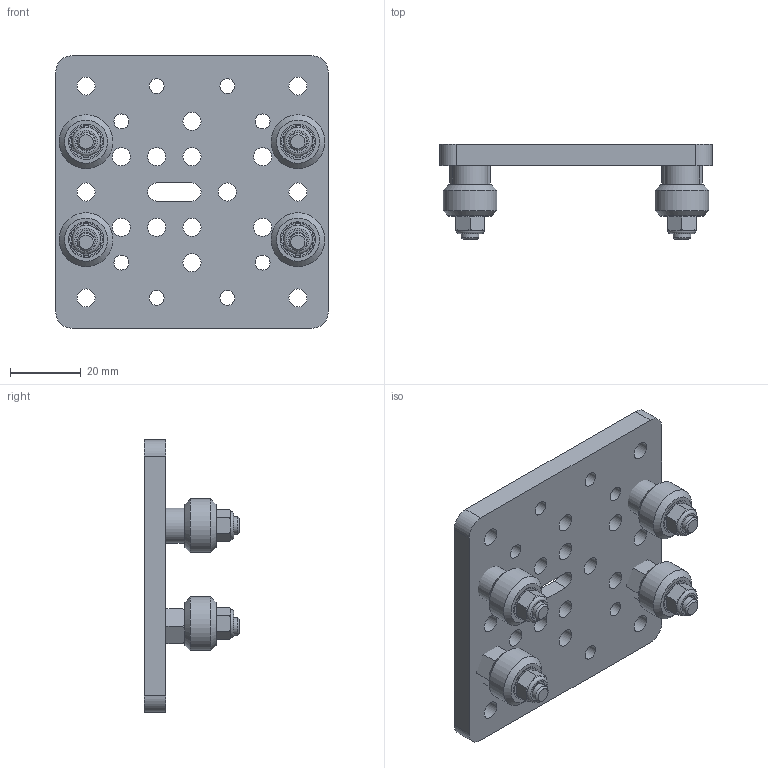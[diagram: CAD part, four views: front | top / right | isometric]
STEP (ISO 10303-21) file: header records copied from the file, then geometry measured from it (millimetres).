
FILE_DESCRIPTION(/* description */ (''),/* implementation_level */ '2;1');
FILE_NAME(/* name */ 'C-Beam Gantry Kit.step',/* time_stamp */ '2019-09-26T10:31:34-05:00',/* author */ (''),/* organization */ (''),/* preprocessor_version */ 'ST-DEVELOPER v18',/* originating_system */ 'Autodesk Translation Framework v8.6.0.1094',/* authorisation */ '');
FILE_SCHEMA (('AUTOMOTIVE_DESIGN { 1 0 10303 214 3 1 1 }'));
Length unit declared in the file: millimetre
Products named in the file (9): C-Beam Gantry Kit; Eccentric Spacer 6mm v1; Ball Bearing 5 x 10 x 4.2; Precision Shim 8 x 5 x 1; Nylon Insert Lock Nut M5; Low Profile Screw M5 v1; Aluminum Spacer 6mm; C-Beam Gantry Plate; Xtreme Mini V Wheel
Assembly tree (29 placements, depth 2):
  C-Beam Gantry Kit
    Low Profile Screw M5 v1  x4
    Nylon Insert Lock Nut M5  x4
    Precision Shim 8 x 5 x 1  x4
    Eccentric Spacer 6mm v1  x2
    Aluminum Spacer 6mm  x2
    Ball Bearing 5 x 10 x 4.2  x8
    C-Beam Gantry Plate
    Xtreme Mini V Wheel  x4
Bounding box: 77.15 x 27 x 77.15 mm (x, y, z)
Volume: 40115.7 mm3; surface area: 27209.6 mm2
Topology: 29 solids, 29 shells, 434 faces, 1097 edges, 784 vertices
Faces by surface type: plane 191, cylinder 139, cone 96, torus 8
Full cylindrical faces by diameter (mm): 4.2 x8, 4.25 x4, 5 x22, 5.1 x21, 5.3 x4, 6.2 x16, 7.11 x2, 7.2 x2, 8 x4, 8.64 x4, 9 x2, 9.2 x16, 10 x18, 12 x2, 15.23 x4
Entity records: 5783 total; most frequent: CARTESIAN_POINT 1046, DIRECTION 1013, ORIENTED_EDGE 868, AXIS2_PLACEMENT_3D 438, EDGE_CURVE 434, VERTEX_POINT 309, EDGE_LOOP 245, CIRCLE 243
